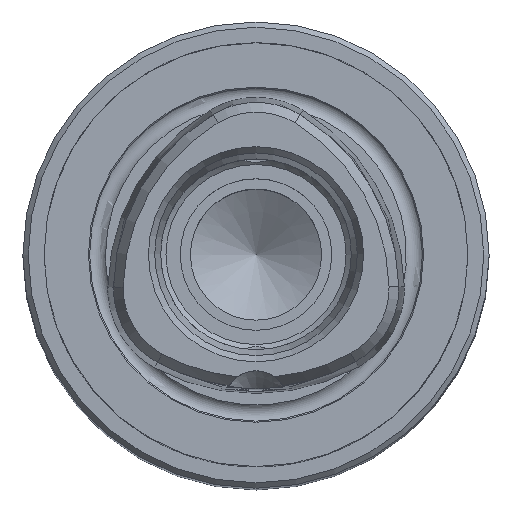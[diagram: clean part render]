
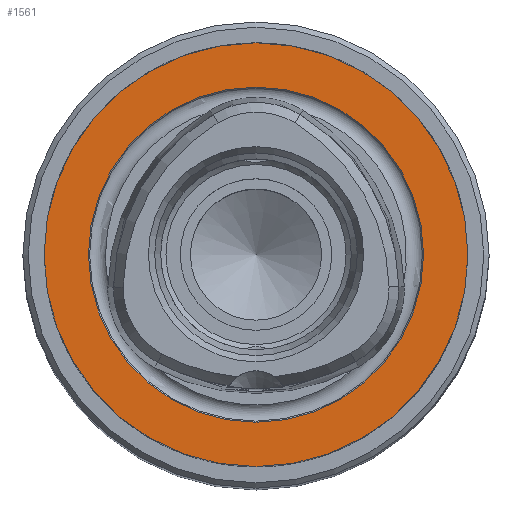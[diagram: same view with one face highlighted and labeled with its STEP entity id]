
A CAD part, top view. The second image highlights one B-rep face of the part: STEP entity #1561.
In plain terms, the highlighted planar face has unit normal (0, 0, 1).
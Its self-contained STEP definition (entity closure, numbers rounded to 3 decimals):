
#33=FACE_BOUND('',#321,.T.);
#64=PLANE('',#1790);
#225=FACE_OUTER_BOUND('',#320,.T.);
#320=EDGE_LOOP('',(#1414));
#321=EDGE_LOOP('',(#1415));
#575=CIRCLE('',#1786,15.814);
#576=CIRCLE('',#1791,20.);
#736=VERTEX_POINT('',#3158);
#737=VERTEX_POINT('',#3165);
#970=EDGE_CURVE('',#736,#736,#575,.T.);
#971=EDGE_CURVE('',#737,#737,#576,.T.);
#1414=ORIENTED_EDGE('',*,*,#971,.T.);
#1415=ORIENTED_EDGE('',*,*,#970,.T.);
#1561=ADVANCED_FACE('',(#225,#33),#64,.T.);
#1786=AXIS2_PLACEMENT_3D('',#3160,#2267,#2268);
#1790=AXIS2_PLACEMENT_3D('',#3164,#2275,#2276);
#1791=AXIS2_PLACEMENT_3D('',#3166,#2277,#2278);
#2267=DIRECTION('center_axis',(0.,0.,-1.));
#2268=DIRECTION('ref_axis',(0.,1.,0.));
#2275=DIRECTION('center_axis',(0.,0.,1.));
#2276=DIRECTION('ref_axis',(1.,0.,0.));
#2277=DIRECTION('center_axis',(0.,0.,1.));
#2278=DIRECTION('ref_axis',(1.,0.,0.));
#3158=CARTESIAN_POINT('',(0.,-15.814,-2.5));
#3160=CARTESIAN_POINT('Origin',(0.,0.,-2.5));
#3164=CARTESIAN_POINT('Origin',(0.,0.,-2.5));
#3165=CARTESIAN_POINT('',(-20.,0.,-2.5));
#3166=CARTESIAN_POINT('Origin',(0.,0.,-2.5));
